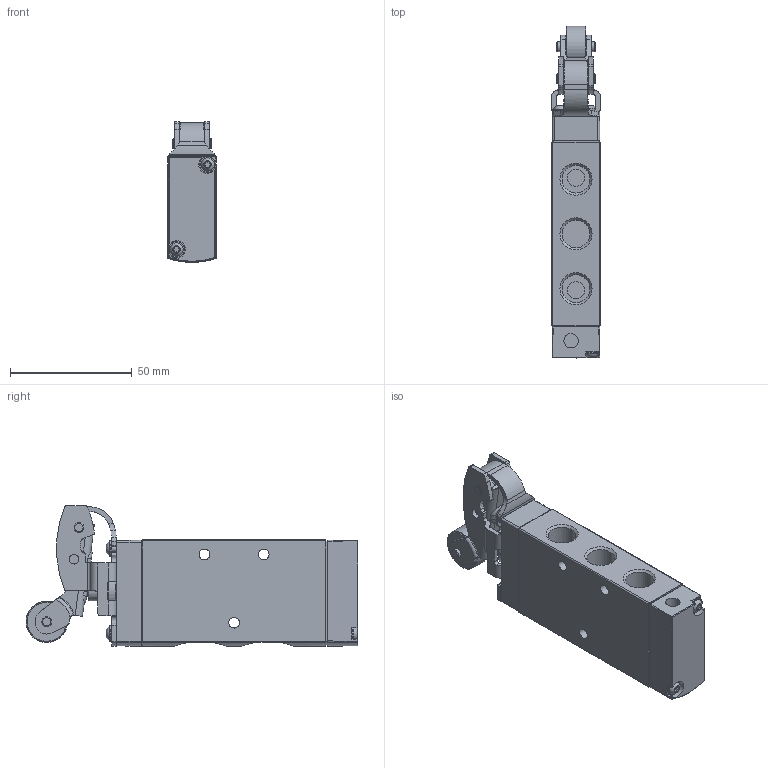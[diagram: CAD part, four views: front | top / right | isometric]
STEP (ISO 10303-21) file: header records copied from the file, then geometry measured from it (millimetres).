
FILE_DESCRIPTION(/* description */ ('STEP AP214'),/* implementation_level */ '2;1');
FILE_NAME(/* name */ '8047094_VMEF-R-M52-M-G14',/* time_stamp */ '2024-09-16T16:13:26+02:00',/* author */ ('License CC BY-ND 4.0'),/* organization */ ('CADENAS'),/* preprocessor_version */ 'ST-DEVELOPER v19.3',/* originating_system */ 'PARTsolutions',/* authorisation */ ' ');
FILE_SCHEMA (('AUTOMOTIVE_DESIGN {1 0 10303 214 3 1 1}'));
Length unit declared in the file: millimetre
Products named in the file (6): 8047094 VMEF-R-M52-M-G14---(1); 3143242 VXEF-X-M52-M-G14_valve---(11.514); 3435293 VMEF_cover---(11.783); 2908499 VAOM-R4-20-D1-52_ls---(1); 3394270 VAOM-R4---(schrauben); 8049233 VAOM-R4-20-D1-52---(p1)
Assembly tree (6 placements, depth 2):
  8047094 VMEF-R-M52-M-G14---(1)
    3143242 VXEF-X-M52-M-G14_valve---(11.514)
    3435293 VMEF_cover---(11.783)
    2908499 VAOM-R4-20-D1-52_ls---(1)
    3394270 VAOM-R4---(schrauben)  x2
    8049233 VAOM-R4-20-D1-52---(p1)
Bounding box: 20 x 136.09 x 57.72 mm (x, y, z)
Volume: 83203.3 mm3; surface area: 30637.4 mm2
Topology: 6 solids, 6 shells, 487 faces, 1282 edges, 842 vertices
Faces by surface type: cylinder 246, plane 171, torus 34, cone 33, sphere 3
Full cylindrical faces by diameter (mm): 2.459 x4, 3 x2, 3.1 x2, 3.9 x2, 4 x5, 4.05 x4, 4.15 x2, 4.4 x3, 5.925 x1, 6.8 x4, 7 x4, 8 x1, 9 x1, 11.445 x5, 17 x1
Entity records: 15670 total; most frequent: CARTESIAN_POINT 2822, DIRECTION 2495, ORIENTED_EDGE 2266, EDGE_CURVE 1133, AXIS2_PLACEMENT_3D 1015, VERTEX_POINT 792, FACE_BOUND 605, EDGE_LOOP 601
